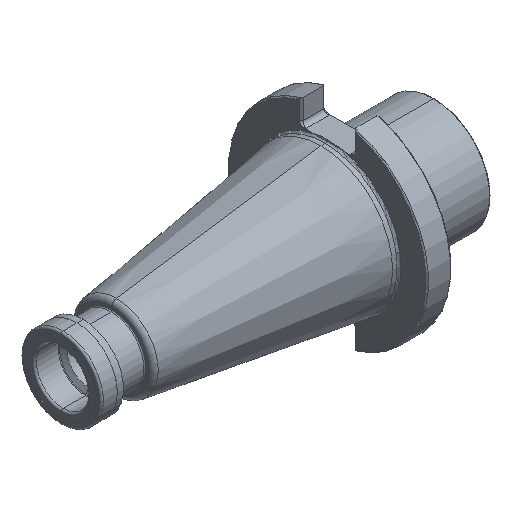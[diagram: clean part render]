
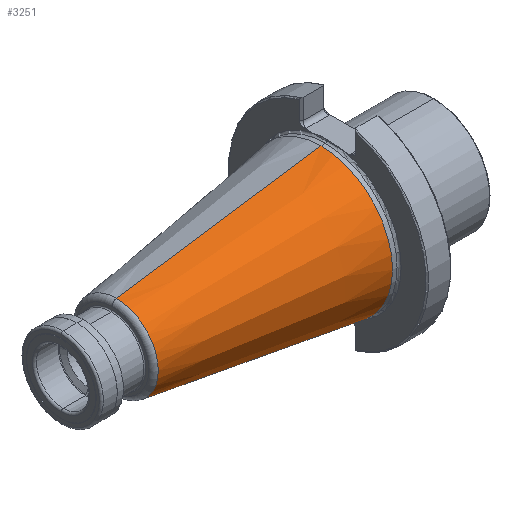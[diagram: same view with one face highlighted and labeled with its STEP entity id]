
A CAD part, isometric view. The second image highlights one B-rep face of the part: STEP entity #3251.
In plain terms, the highlighted conical face has half-angle 8.297 degrees and reference radius 34.925 mm.
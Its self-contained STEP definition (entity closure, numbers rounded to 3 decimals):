
#190 = EDGE_CURVE ( 'NONE', #5159, #5162, #4132, .T. ) ;
#191 = EDGE_CURVE ( 'NONE', #5161, #5167, #4133, .T. ) ;
#639 = EDGE_CURVE ( 'NONE', #5162, #5167, #4171, .T. ) ;
#640 = EDGE_CURVE ( 'NONE', #5159, #5161, #4174, .T. ) ;
#810 = FACE_OUTER_BOUND ( 'NONE', #1307, .T. ) ;
#819 = CONICAL_SURFACE ( 'NONE', #3152, 34.925, 0.145 ) ;
#1307 = EDGE_LOOP ( 'NONE', ( #4785, #4786, #4787, #4788 ) ) ;
#1322 = AXIS2_PLACEMENT_3D ( 'NONE', #3674, #3691, #3673 ) ;
#1323 = AXIS2_PLACEMENT_3D ( 'NONE', #3665, #3671, #3711 ) ;
#1888 = CARTESIAN_POINT ( 'NONE',  ( -99.761, 0., -20.377 ) ) ;
#1890 = CARTESIAN_POINT ( 'NONE',  ( 0., 0., -34.925 ) ) ;
#1891 = CARTESIAN_POINT ( 'NONE',  ( -99.761, 0., 20.377 ) ) ;
#1896 = CARTESIAN_POINT ( 'NONE',  ( 0., 0., 34.925 ) ) ;
#2109 = DIRECTION ( 'NONE',  ( 0., 0., -1. ) ) ;
#2111 = DIRECTION ( 'NONE',  ( 1., 0., 0. ) ) ;
#2113 = CARTESIAN_POINT ( 'NONE',  ( 0., 0., 0. ) ) ;
#2701 = DIRECTION ( 'NONE',  ( 0.99, 0., 0.144 ) ) ;
#2702 = CARTESIAN_POINT ( 'NONE',  ( 0., 0., 34.925 ) ) ;
#2706 = CARTESIAN_POINT ( 'NONE',  ( 0., 0., -34.925 ) ) ;
#2707 = DIRECTION ( 'NONE',  ( 0.99, 0., -0.144 ) ) ;
#3152 = AXIS2_PLACEMENT_3D ( 'NONE', #2113, #2111, #2109 ) ;
#3251 = ADVANCED_FACE ( 'NONE', ( #810 ), #819, .T. ) ;
#3665 = CARTESIAN_POINT ( 'NONE',  ( 0., 0., 0. ) ) ;
#3671 = DIRECTION ( 'NONE',  ( -1., 0., 0. ) ) ;
#3673 = DIRECTION ( 'NONE',  ( 0., 0., 1. ) ) ;
#3674 = CARTESIAN_POINT ( 'NONE',  ( -99.761, 0., 0. ) ) ;
#3691 = DIRECTION ( 'NONE',  ( -1., 0., 0. ) ) ;
#3711 = DIRECTION ( 'NONE',  ( 0., 0., 1. ) ) ;
#4132 = CIRCLE ( 'NONE', #1322, 20.377 ) ;
#4133 = CIRCLE ( 'NONE', #1323, 34.925 ) ;
#4171 = LINE ( 'NONE', #2702, #4176 ) ;
#4174 = LINE ( 'NONE', #2706, #4178 ) ;
#4176 = VECTOR ( 'NONE', #2701, 1000. ) ;
#4178 = VECTOR ( 'NONE', #2707, 1000. ) ;
#4785 = ORIENTED_EDGE ( 'NONE', *, *, #639, .F. ) ;
#4786 = ORIENTED_EDGE ( 'NONE', *, *, #190, .F. ) ;
#4787 = ORIENTED_EDGE ( 'NONE', *, *, #640, .T. ) ;
#4788 = ORIENTED_EDGE ( 'NONE', *, *, #191, .T. ) ;
#5159 = VERTEX_POINT ( 'NONE', #1888 ) ;
#5161 = VERTEX_POINT ( 'NONE', #1890 ) ;
#5162 = VERTEX_POINT ( 'NONE', #1891 ) ;
#5167 = VERTEX_POINT ( 'NONE', #1896 ) ;
